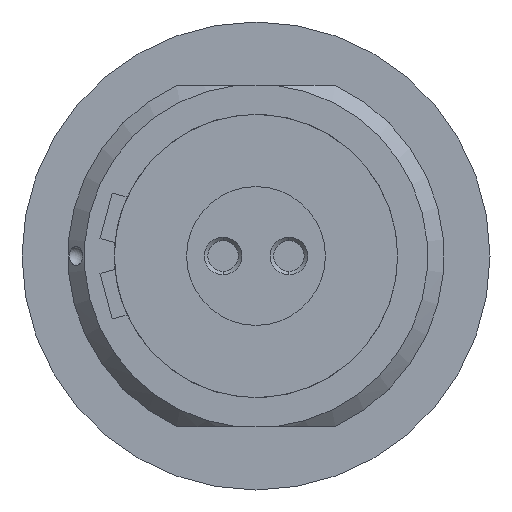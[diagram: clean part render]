
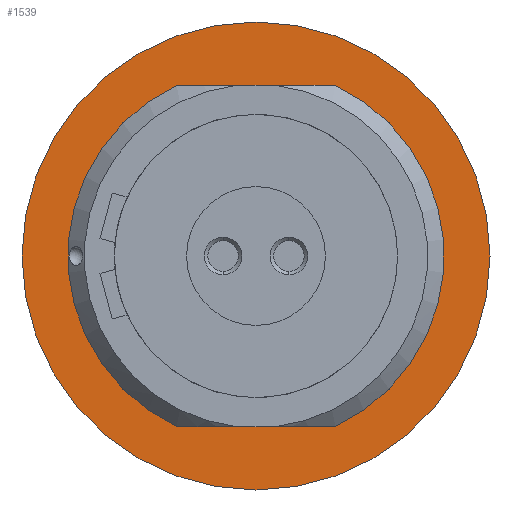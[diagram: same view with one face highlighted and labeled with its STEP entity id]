
A CAD part, left-side view. The second image highlights one B-rep face of the part: STEP entity #1539.
In plain terms, the highlighted planar face has unit normal (-1, 0, 0).
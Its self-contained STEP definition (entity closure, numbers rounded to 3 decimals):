
#223=CARTESIAN_POINT('',(-6.1,0.,0.));
#224=DIRECTION('',(-1.,0.,0.));
#225=DIRECTION('',(0.,1.,0.));
#226=AXIS2_PLACEMENT_3D('',#223,#224,#225);
#228=CARTESIAN_POINT('',(-6.1,0.,0.));
#229=DIRECTION('',(1.,0.,0.));
#230=DIRECTION('',(0.,1.,0.));
#231=AXIS2_PLACEMENT_3D('',#228,#229,#230);
#233=DIRECTION('',(0.,1.,0.));
#234=VECTOR('',#233,6.764);
#235=CARTESIAN_POINT('',(-6.1,-3.382,-7.25));
#236=LINE('',#235,#234);
#241=CARTESIAN_POINT('',(-6.1,0.,0.));
#242=DIRECTION('',(1.,0.,0.));
#243=DIRECTION('',(0.,0.423,-0.906));
#244=AXIS2_PLACEMENT_3D('',#241,#242,#243);
#250=CARTESIAN_POINT('',(-6.1,0.,0.));
#251=DIRECTION('',(1.,0.,0.));
#252=DIRECTION('',(0.,-0.423,0.906));
#253=AXIS2_PLACEMENT_3D('',#250,#251,#252);
#402=DIRECTION('',(0.,1.,0.));
#403=VECTOR('',#402,6.764);
#404=CARTESIAN_POINT('',(-6.1,-3.382,7.25));
#405=LINE('',#404,#403);
#1142=CARTESIAN_POINT('',(-6.1,-3.382,-7.25));
#1143=CARTESIAN_POINT('',(-6.1,3.382,-7.25));
#1144=VERTEX_POINT('',#1142);
#1145=VERTEX_POINT('',#1143);
#1146=CARTESIAN_POINT('',(-6.1,-3.382,7.25));
#1147=CARTESIAN_POINT('',(-6.1,3.382,7.25));
#1148=VERTEX_POINT('',#1146);
#1149=VERTEX_POINT('',#1147);
#1172=CARTESIAN_POINT('',(-6.1,9.95,0.));
#1173=CARTESIAN_POINT('',(-6.1,-9.95,0.));
#1174=VERTEX_POINT('',#1172);
#1175=VERTEX_POINT('',#1173);
#1520=CARTESIAN_POINT('',(-6.1,0.,0.));
#1521=DIRECTION('',(1.,0.,0.));
#1522=DIRECTION('',(0.,-1.,0.));
#1523=AXIS2_PLACEMENT_3D('',#1520,#1521,#1522);
#1524=PLANE('',#1523);
#1525=ORIENTED_EDGE('',*,*,#1502,.F.);
#1526=ORIENTED_EDGE('',*,*,#1487,.T.);
#1527=EDGE_LOOP('',(#1525,#1526));
#1528=FACE_OUTER_BOUND('',#1527,.F.);
#1530=ORIENTED_EDGE('',*,*,#1529,.F.);
#1532=ORIENTED_EDGE('',*,*,#1531,.F.);
#1534=ORIENTED_EDGE('',*,*,#1533,.F.);
#1536=ORIENTED_EDGE('',*,*,#1535,.T.);
#1537=EDGE_LOOP('',(#1530,#1532,#1534,#1536));
#1538=FACE_BOUND('',#1537,.F.);
#1539=ADVANCED_FACE('',(#1528,#1538),#1524,.F.);
#227=CIRCLE('',#226,9.95);
#232=CIRCLE('',#231,9.95);
#245=CIRCLE('',#244,8.);
#254=CIRCLE('',#253,8.);
#1487=EDGE_CURVE('',#1174,#1175,#232,.T.);
#1502=EDGE_CURVE('',#1174,#1175,#227,.T.);
#1529=EDGE_CURVE('',#1145,#1149,#245,.T.);
#1531=EDGE_CURVE('',#1144,#1145,#236,.T.);
#1533=EDGE_CURVE('',#1148,#1144,#254,.T.);
#1535=EDGE_CURVE('',#1148,#1149,#405,.T.);
